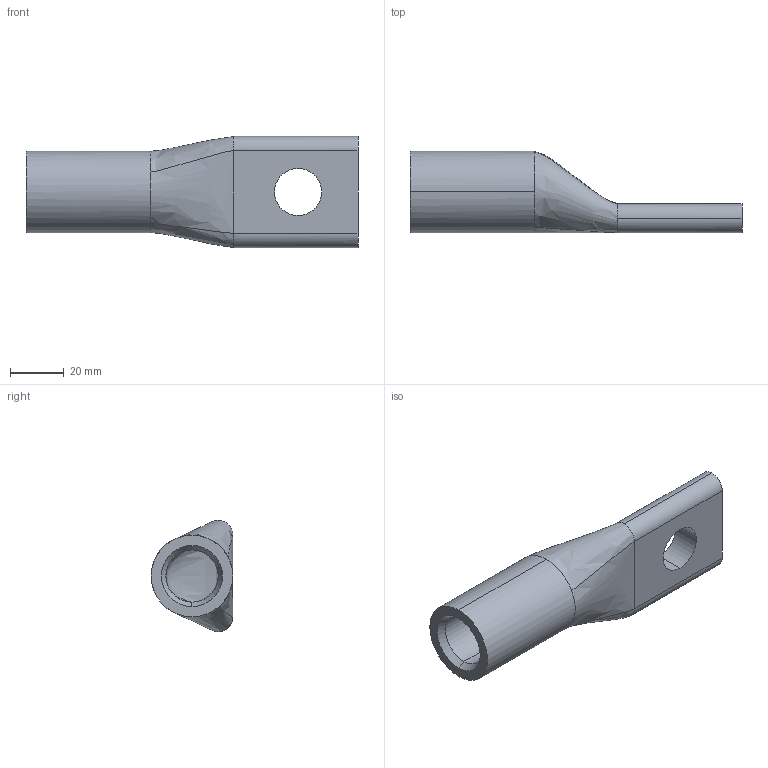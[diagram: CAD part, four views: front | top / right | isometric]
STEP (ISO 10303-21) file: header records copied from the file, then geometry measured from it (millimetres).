
FILE_DESCRIPTION (( 'STEP AP203' ), '1' );
FILE_NAME ('BLUA-040S3-1.step', '2025-06-17T20:23:27', ( '' ), ( '' ), 'SwSTEP 2.0', 'SolidWorks 2024', '' );
FILE_SCHEMA (( 'CONFIG_CONTROL_DESIGN' ));
Length unit declared in the file: inch
Products named in the file (1): BLUA-040S3-1
Bounding box: 123.03 x 30.18 x 41.27 mm (x, y, z)
Volume: 48787.1 mm3; surface area: 17477.1 mm2
Topology: 1 solids, 1 shells, 24 faces, 57 edges, 36 vertices
Faces by surface type: cylinder 9, bspline 8, plane 5, cone 2
Entity records: 1247 total; most frequent: CARTESIAN_POINT 674, ORIENTED_EDGE 114, DIRECTION 77, EDGE_CURVE 57, VERTEX_POINT 36, AXIS2_PLACEMENT_3D 30, B_SPLINE_CURVE_WITH_KNOTS 27, EDGE_LOOP 27
